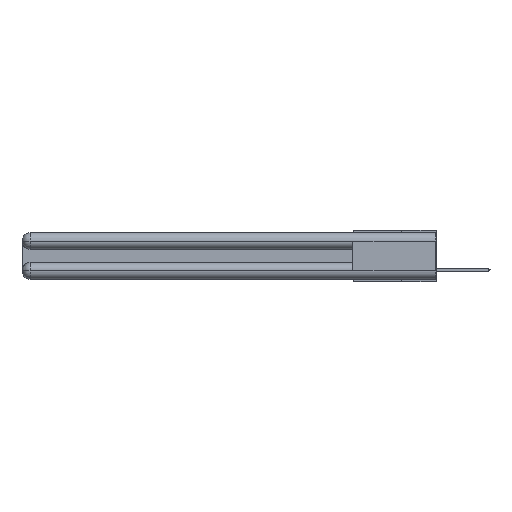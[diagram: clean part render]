
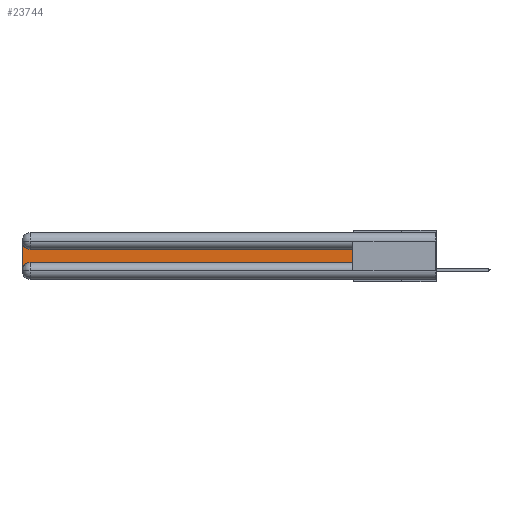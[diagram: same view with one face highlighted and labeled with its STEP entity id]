
A CAD part, left-side view. The second image highlights one B-rep face of the part: STEP entity #23744.
In plain terms, the highlighted planar face has unit normal (-1, 0, 0).
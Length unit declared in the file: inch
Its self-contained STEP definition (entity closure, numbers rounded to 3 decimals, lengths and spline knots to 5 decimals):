
#759 = DIRECTION ( 'NONE',  ( 0., 0., 1. ) ) ;
#1522 = LINE ( 'NONE', #30125, #30715 ) ;
#2152 = EDGE_CURVE ( 'NONE', #22350, #10533, #11096, .T. ) ;
#2419 = ORIENTED_EDGE ( 'NONE', *, *, #2152, .T. ) ;
#2489 = VECTOR ( 'NONE', #10679, 39.37008 ) ;
#3352 = LINE ( 'NONE', #18008, #23138 ) ;
#3707 = CARTESIAN_POINT ( 'NONE',  ( 0.075, 0.6, -0.2175 ) ) ;
#4609 = ORIENTED_EDGE ( 'NONE', *, *, #17818, .T. ) ;
#5675 = PLANE ( 'NONE',  #23691 ) ;
#6232 = ORIENTED_EDGE ( 'NONE', *, *, #15763, .T. ) ;
#6481 = DIRECTION ( 'NONE',  ( 1., 0., 0. ) ) ;
#7155 = AXIS2_PLACEMENT_3D ( 'NONE', #16047, #8742, #8534 ) ;
#8163 = CARTESIAN_POINT ( 'NONE',  ( 0.075, 3., -0.1225 ) ) ;
#8534 = DIRECTION ( 'NONE',  ( 0., 0., -1. ) ) ;
#8742 = DIRECTION ( 'NONE',  ( 1., 0., 0. ) ) ;
#9926 = CARTESIAN_POINT ( 'NONE',  ( 0.075, 0.6, -0.1225 ) ) ;
#10533 = VERTEX_POINT ( 'NONE', #19374 ) ;
#10679 = DIRECTION ( 'NONE',  ( 0., -1., 0. ) ) ;
#10716 = ORIENTED_EDGE ( 'NONE', *, *, #21789, .T. ) ;
#11096 = CIRCLE ( 'NONE', #7155, 0.06 ) ;
#11651 = VECTOR ( 'NONE', #14664, 39.37008 ) ;
#11791 = VERTEX_POINT ( 'NONE', #27598 ) ;
#12025 = LINE ( 'NONE', #9926, #11651 ) ;
#12076 = ORIENTED_EDGE ( 'NONE', *, *, #26178, .T. ) ;
#13193 = CARTESIAN_POINT ( 'NONE',  ( 0.075, 0.6, -0.1225 ) ) ;
#14664 = DIRECTION ( 'NONE',  ( 0., 1., 0. ) ) ;
#15763 = EDGE_CURVE ( 'NONE', #11791, #20446, #15812, .T. ) ;
#15812 = LINE ( 'NONE', #3707, #2489 ) ;
#15922 = ORIENTED_EDGE ( 'NONE', *, *, #30382, .T. ) ;
#16047 = CARTESIAN_POINT ( 'NONE',  ( 0.075, 2.94, -0.0625 ) ) ;
#16307 = CARTESIAN_POINT ( 'NONE',  ( 0.075, 3., -0.2775 ) ) ;
#17818 = EDGE_CURVE ( 'NONE', #20446, #30043, #3352, .T. ) ;
#18008 = CARTESIAN_POINT ( 'NONE',  ( 0.075, 0.6, -0.2175 ) ) ;
#19374 = CARTESIAN_POINT ( 'NONE',  ( 0.075, 3., -0.0625 ) ) ;
#19513 = AXIS2_PLACEMENT_3D ( 'NONE', #30522, #6481, #21047 ) ;
#20446 = VERTEX_POINT ( 'NONE', #22436 ) ;
#20554 = DIRECTION ( 'NONE',  ( 0., 0., -1. ) ) ;
#20564 = EDGE_LOOP ( 'NONE', ( #15922, #2419, #10716, #12076, #6232, #4609 ) ) ;
#21047 = DIRECTION ( 'NONE',  ( 0., 0., -1. ) ) ;
#21789 = EDGE_CURVE ( 'NONE', #10533, #28014, #1522, .T. ) ;
#22350 = VERTEX_POINT ( 'NONE', #22508 ) ;
#22436 = CARTESIAN_POINT ( 'NONE',  ( 0.075, 0.6, -0.2175 ) ) ;
#22508 = CARTESIAN_POINT ( 'NONE',  ( 0.075, 2.94, -0.1225 ) ) ;
#23138 = VECTOR ( 'NONE', #759, 39.37008 ) ;
#23691 = AXIS2_PLACEMENT_3D ( 'NONE', #8163, #25105, #20554 ) ;
#23744 = ADVANCED_FACE ( 'NONE', ( #27340 ), #5675, .F. ) ;
#25105 = DIRECTION ( 'NONE',  ( 1., 0., 0. ) ) ;
#25358 = CIRCLE ( 'NONE', #19513, 0.06 ) ;
#26178 = EDGE_CURVE ( 'NONE', #28014, #11791, #25358, .T. ) ;
#27340 = FACE_OUTER_BOUND ( 'NONE', #20564, .T. ) ;
#27598 = CARTESIAN_POINT ( 'NONE',  ( 0.075, 2.94, -0.2175 ) ) ;
#27864 = DIRECTION ( 'NONE',  ( 0., 0., -1. ) ) ;
#28014 = VERTEX_POINT ( 'NONE', #16307 ) ;
#30043 = VERTEX_POINT ( 'NONE', #13193 ) ;
#30125 = CARTESIAN_POINT ( 'NONE',  ( 0.075, 3., -0.2175 ) ) ;
#30382 = EDGE_CURVE ( 'NONE', #30043, #22350, #12025, .T. ) ;
#30522 = CARTESIAN_POINT ( 'NONE',  ( 0.075, 2.94, -0.2775 ) ) ;
#30715 = VECTOR ( 'NONE', #27864, 39.37008 ) ;
